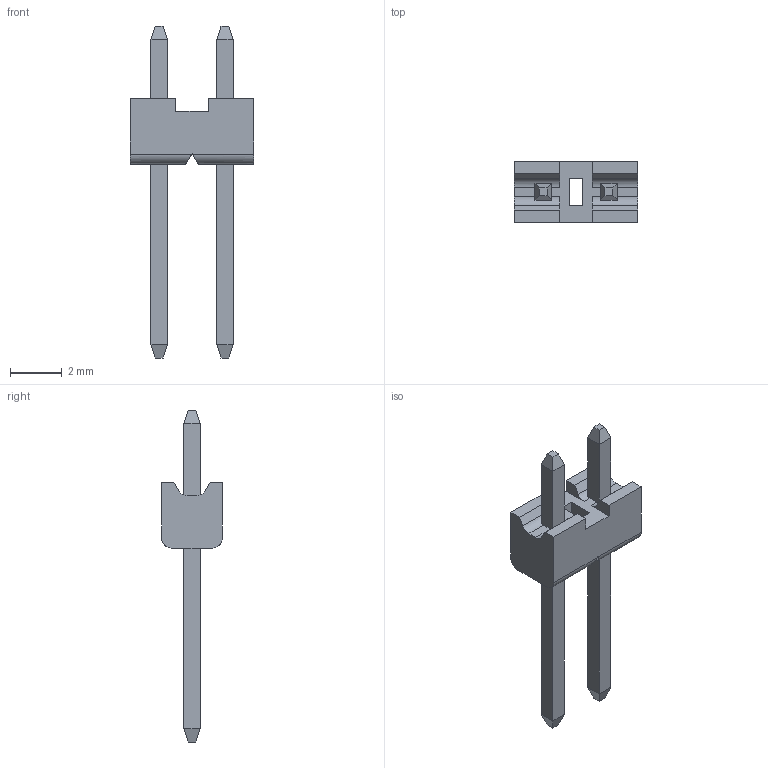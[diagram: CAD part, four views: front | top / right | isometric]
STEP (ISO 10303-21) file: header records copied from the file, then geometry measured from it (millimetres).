
FILE_DESCRIPTION(('STEP AP242'),'1');
FILE_NAME('3-644456-2.stp','2022-08-05T05:11:20',('TraceParts'),('TraceParts S.A.'),'Spatial InterOp 3D',' ',' ');
FILE_SCHEMA(('AP242_MANAGED_MODEL_BASED_3D_ENGINEERING_MIM_LF {1 0 10303 442 1 1 4}'));
Length unit declared in the file: millimetre
Products named in the file (1): 3-644456-2
Bounding box: 4.78 x 2.34 x 12.83 mm (x, y, z)
Volume: 31.8 mm3; surface area: 115.2 mm2
Topology: 1 solids, 1 shells, 73 faces, 190 edges, 120 vertices
Faces by surface type: plane 65, cylinder 8
Entity records: 2223 total; most frequent: CARTESIAN_POINT 412, ORIENTED_EDGE 380, DIRECTION 354, EDGE_CURVE 190, LINE 166, VECTOR 166, VERTEX_POINT 120, AXIS2_PLACEMENT_3D 94
